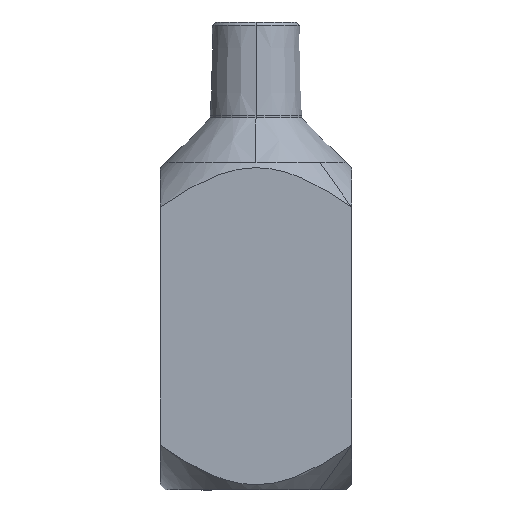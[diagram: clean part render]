
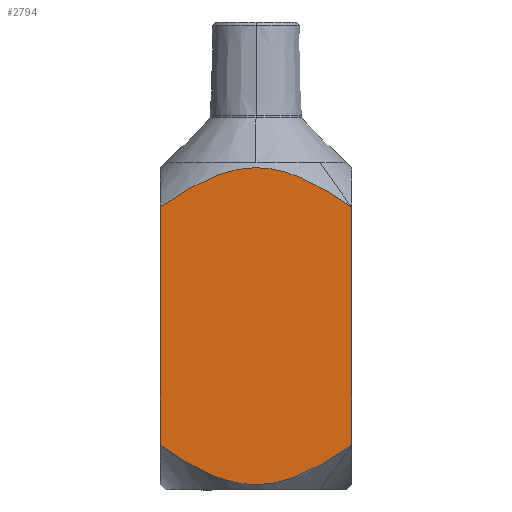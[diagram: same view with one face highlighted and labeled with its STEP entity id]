
A CAD part, front view. The second image highlights one B-rep face of the part: STEP entity #2794.
In plain terms, the highlighted planar face has unit normal (0, -1, 0).
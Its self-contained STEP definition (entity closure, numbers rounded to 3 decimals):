
#63 = VERTEX_POINT ( 'NONE', #2433 ) ;
#77 = CARTESIAN_POINT ( 'NONE',  ( 3.266, -14.285, -33.85 ) ) ;
#107 = CARTESIAN_POINT ( 'NONE',  ( -14.285, -14.285, 7.298 ) ) ;
#159 = DIRECTION ( 'NONE',  ( 0., 0., 1. ) ) ;
#239 = B_SPLINE_CURVE_WITH_KNOTS ( 'NONE', 3,
 ( #107, #843, #1577, #2528, #2495, #1769, #570, #556, #1034, #1531, #1815, #331, #1290, #1548, #540, #2054, #3040, #359, #1334, #312, #2556, #823, #1307, #2509, #1052, #2751, #589, #2024 ),
 .UNSPECIFIED., .F., .F.,
 ( 4, 2, 2, 2, 2, 2, 2, 2, 2, 2, 2, 2, 2, 4 ),
 ( 0., 0.004, 0.008, 0.012, 0.013, 0.014, 0.016, 0.017, 0.018, 0.02, 0.022, 0.024, 0.027, 0.031 ),
 .UNSPECIFIED. ) ;
#281 = CARTESIAN_POINT ( 'NONE',  ( 14.285, -14.285, 7.298 ) ) ;
#293 = CARTESIAN_POINT ( 'NONE',  ( -1.603, -14.285, -34.129 ) ) ;
#312 = CARTESIAN_POINT ( 'NONE',  ( 4.485, -14.285, 12.54 ) ) ;
#331 = CARTESIAN_POINT ( 'NONE',  ( -1.332, -14.285, 13.167 ) ) ;
#341 = CARTESIAN_POINT ( 'NONE',  ( 3.588, -14.285, -33.775 ) ) ;
#351 = VERTEX_POINT ( 'NONE', #281 ) ;
#352 = DIRECTION ( 'NONE',  ( 1., 0., 0. ) ) ;
#359 = CARTESIAN_POINT ( 'NONE',  ( 2.581, -14.285, 12.998 ) ) ;
#535 = CARTESIAN_POINT ( 'NONE',  ( 2.301, -14.285, -34.034 ) ) ;
#540 = CARTESIAN_POINT ( 'NONE',  ( 0.619, -14.285, 13.205 ) ) ;
#551 = CARTESIAN_POINT ( 'NONE',  ( -5.107, -14.285, -33.34 ) ) ;
#556 = CARTESIAN_POINT ( 'NONE',  ( -3.587, -14.285, 12.775 ) ) ;
#570 = CARTESIAN_POINT ( 'NONE',  ( -5.175, -14.285, 12.356 ) ) ;
#582 = CARTESIAN_POINT ( 'NONE',  ( -14.285, -14.285, -28.298 ) ) ;
#585 = CARTESIAN_POINT ( 'NONE',  ( -1.273, -14.285, -34.162 ) ) ;
#589 = CARTESIAN_POINT ( 'NONE',  ( 13.212, -14.285, 8.057 ) ) ;
#709 = DIRECTION ( 'NONE',  ( 0., 0., -1. ) ) ;
#715 = EDGE_LOOP ( 'NONE', ( #2855, #3127, #1095, #1405 ) ) ;
#771 = DIRECTION ( 'NONE',  ( 0., -1., 0. ) ) ;
#806 = CARTESIAN_POINT ( 'NONE',  ( 12.128, -14.285, -29.782 ) ) ;
#819 = CARTESIAN_POINT ( 'NONE',  ( 9.893, -14.285, -31.147 ) ) ;
#823 = CARTESIAN_POINT ( 'NONE',  ( 6.335, -14.285, 11.884 ) ) ;
#843 = CARTESIAN_POINT ( 'NONE',  ( -13.215, -14.285, 8.054 ) ) ;
#847 = EDGE_CURVE ( 'NONE', #1745, #351, #1357, .T. ) ;
#1011 = CARTESIAN_POINT ( 'NONE',  ( -9.876, -14.285, -31.156 ) ) ;
#1026 = CARTESIAN_POINT ( 'NONE',  ( -2.581, -14.285, -33.998 ) ) ;
#1034 = CARTESIAN_POINT ( 'NONE',  ( -3.266, -14.285, 12.85 ) ) ;
#1044 = CARTESIAN_POINT ( 'NONE',  ( -14.856, -14.285, -35.164 ) ) ;
#1052 = CARTESIAN_POINT ( 'NONE',  ( 9.876, -14.285, 10.156 ) ) ;
#1095 = ORIENTED_EDGE ( 'NONE', *, *, #1519, .F. ) ;
#1121 = EDGE_CURVE ( 'NONE', #63, #351, #239, .T. ) ;
#1194 = LINE ( 'NONE', #1209, #1497 ) ;
#1209 = CARTESIAN_POINT ( 'NONE',  ( -14.285, -14.285, -35.164 ) ) ;
#1270 = CARTESIAN_POINT ( 'NONE',  ( -3.222, -14.285, -33.869 ) ) ;
#1290 = CARTESIAN_POINT ( 'NONE',  ( -0.684, -14.285, 13.213 ) ) ;
#1302 = CARTESIAN_POINT ( 'NONE',  ( 14.285, -14.285, -28.298 ) ) ;
#1307 = CARTESIAN_POINT ( 'NONE',  ( 6.942, -14.285, 11.626 ) ) ;
#1318 = CARTESIAN_POINT ( 'NONE',  ( 2.623, -14.285, -33.98 ) ) ;
#1334 = CARTESIAN_POINT ( 'NONE',  ( 3.222, -14.285, 12.869 ) ) ;
#1357 = LINE ( 'NONE', #2088, #2830 ) ;
#1391 = AXIS2_PLACEMENT_3D ( 'NONE', #1044, #771, #352 ) ;
#1405 = ORIENTED_EDGE ( 'NONE', *, *, #847, .T. ) ;
#1456 = EDGE_CURVE ( 'NONE', #63, #2784, #1194, .T. ) ;
#1497 = VECTOR ( 'NONE', #709, 1000. ) ;
#1519 = EDGE_CURVE ( 'NONE', #1745, #2784, #1952, .T. ) ;
#1527 = CARTESIAN_POINT ( 'NONE',  ( -0.293, -14.285, -34.216 ) ) ;
#1531 = CARTESIAN_POINT ( 'NONE',  ( -2.623, -14.285, 12.98 ) ) ;
#1548 = CARTESIAN_POINT ( 'NONE',  ( 0.293, -14.285, 13.216 ) ) ;
#1558 = FACE_OUTER_BOUND ( 'NONE', #715, .T. ) ;
#1577 = CARTESIAN_POINT ( 'NONE',  ( -12.128, -14.285, 8.782 ) ) ;
#1714 = CARTESIAN_POINT ( 'NONE',  ( 14.285, -14.285, -28.298 ) ) ;
#1745 = VERTEX_POINT ( 'NONE', #1714 ) ;
#1750 = CARTESIAN_POINT ( 'NONE',  ( 13.215, -14.285, -29.054 ) ) ;
#1769 = CARTESIAN_POINT ( 'NONE',  ( -6.389, -14.285, 11.886 ) ) ;
#1777 = CARTESIAN_POINT ( 'NONE',  ( -0.619, -14.285, -34.205 ) ) ;
#1811 = CARTESIAN_POINT ( 'NONE',  ( -6.942, -14.285, -32.626 ) ) ;
#1815 = CARTESIAN_POINT ( 'NONE',  ( -2.301, -14.285, 13.034 ) ) ;
#1952 = B_SPLINE_CURVE_WITH_KNOTS ( 'NONE', 3,
 ( #1302, #1750, #806, #819, #2505, #2539, #2733, #341, #77, #1318, #535, #2295, #2522, #1527, #1777, #585, #293, #1026, #1270, #2267, #551, #2763, #1811, #2551, #1011, #2971, #2250, #2992 ),
 .UNSPECIFIED., .F., .F.,
 ( 4, 2, 2, 2, 2, 2, 2, 2, 2, 2, 2, 2, 2, 4 ),
 ( 0., 0.004, 0.008, 0.012, 0.013, 0.014, 0.016, 0.017, 0.018, 0.02, 0.022, 0.024, 0.027, 0.031 ),
 .UNSPECIFIED. ) ;
#2024 = CARTESIAN_POINT ( 'NONE',  ( 14.285, -14.285, 7.298 ) ) ;
#2044 = PLANE ( 'NONE',  #1391 ) ;
#2054 = CARTESIAN_POINT ( 'NONE',  ( 1.274, -14.285, 13.162 ) ) ;
#2088 = CARTESIAN_POINT ( 'NONE',  ( 14.285, -14.285, -35.164 ) ) ;
#2250 = CARTESIAN_POINT ( 'NONE',  ( -13.212, -14.285, -29.057 ) ) ;
#2267 = CARTESIAN_POINT ( 'NONE',  ( -4.485, -14.285, -33.54 ) ) ;
#2295 = CARTESIAN_POINT ( 'NONE',  ( 1.333, -14.285, -34.167 ) ) ;
#2433 = CARTESIAN_POINT ( 'NONE',  ( -14.285, -14.285, 7.298 ) ) ;
#2495 = CARTESIAN_POINT ( 'NONE',  ( -8.746, -14.285, 10.783 ) ) ;
#2505 = CARTESIAN_POINT ( 'NONE',  ( 8.746, -14.285, -31.783 ) ) ;
#2509 = CARTESIAN_POINT ( 'NONE',  ( 8.727, -14.285, 10.793 ) ) ;
#2522 = CARTESIAN_POINT ( 'NONE',  ( 0.684, -14.285, -34.213 ) ) ;
#2528 = CARTESIAN_POINT ( 'NONE',  ( -9.892, -14.285, 10.147 ) ) ;
#2539 = CARTESIAN_POINT ( 'NONE',  ( 6.389, -14.285, -32.886 ) ) ;
#2551 = CARTESIAN_POINT ( 'NONE',  ( -8.727, -14.285, -31.793 ) ) ;
#2556 = CARTESIAN_POINT ( 'NONE',  ( 5.107, -14.285, 12.34 ) ) ;
#2733 = CARTESIAN_POINT ( 'NONE',  ( 5.176, -14.285, -33.356 ) ) ;
#2751 = CARTESIAN_POINT ( 'NONE',  ( 12.12, -14.285, 8.787 ) ) ;
#2763 = CARTESIAN_POINT ( 'NONE',  ( -6.335, -14.285, -32.884 ) ) ;
#2784 = VERTEX_POINT ( 'NONE', #582 ) ;
#2794 = ADVANCED_FACE ( 'NONE', ( #1558 ), #2044, .T. ) ;
#2830 = VECTOR ( 'NONE', #159, 1000. ) ;
#2855 = ORIENTED_EDGE ( 'NONE', *, *, #1121, .F. ) ;
#2971 = CARTESIAN_POINT ( 'NONE',  ( -12.12, -14.285, -29.787 ) ) ;
#2992 = CARTESIAN_POINT ( 'NONE',  ( -14.285, -14.285, -28.298 ) ) ;
#3040 = CARTESIAN_POINT ( 'NONE',  ( 1.603, -14.285, 13.129 ) ) ;
#3127 = ORIENTED_EDGE ( 'NONE', *, *, #1456, .T. ) ;
